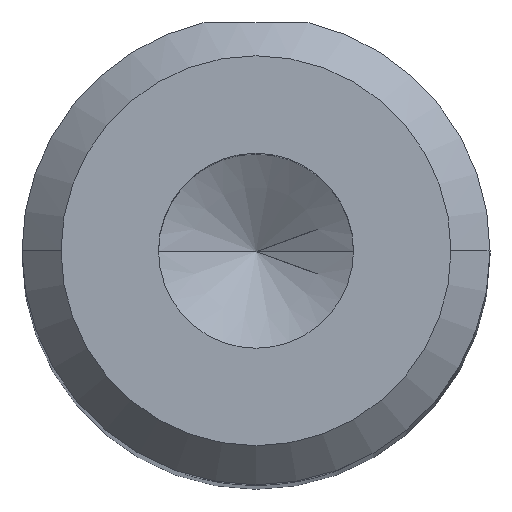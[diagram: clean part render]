
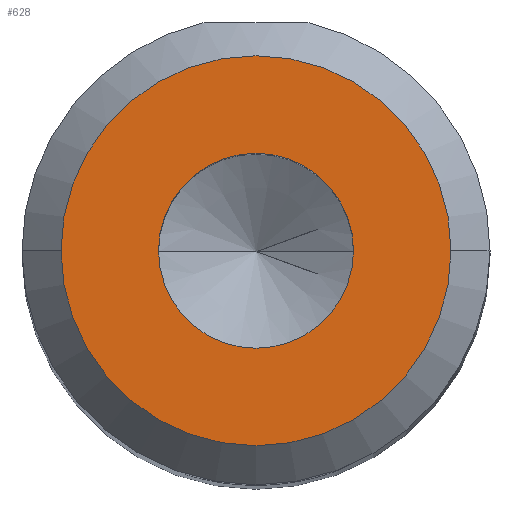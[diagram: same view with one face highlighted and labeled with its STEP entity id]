
A CAD part, top view. The second image highlights one B-rep face of the part: STEP entity #628.
In plain terms, the highlighted planar face has unit normal (0, 0, 1).
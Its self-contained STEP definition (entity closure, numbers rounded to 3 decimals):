
#3 = ORIENTED_EDGE ( 'NONE', *, *, #822, .F. ) ;
#10 = CARTESIAN_POINT ( 'NONE',  ( 0., 0., 35. ) ) ;
#16 = CIRCLE ( 'NONE', #1241, 2.5 ) ;
#41 = AXIS2_PLACEMENT_3D ( 'NONE', #978, #401, #1076 ) ;
#48 = VERTEX_POINT ( 'NONE', #917 ) ;
#60 = ORIENTED_EDGE ( 'NONE', *, *, #1068, .F. ) ;
#64 = EDGE_LOOP ( 'NONE', ( #226, #622 ) ) ;
#107 = DIRECTION ( 'NONE',  ( 1., 0., 0. ) ) ;
#118 = AXIS2_PLACEMENT_3D ( 'NONE', #1077, #494, #1185 ) ;
#162 = AXIS2_PLACEMENT_3D ( 'NONE', #875, #930, #950 ) ;
#166 = VERTEX_POINT ( 'NONE', #461 ) ;
#213 = CIRCLE ( 'NONE', #367, 2.5 ) ;
#226 = ORIENTED_EDGE ( 'NONE', *, *, #1053, .T. ) ;
#258 = EDGE_LOOP ( 'NONE', ( #60, #3 ) ) ;
#289 = CARTESIAN_POINT ( 'NONE',  ( 0., 0., 35. ) ) ;
#337 = CIRCLE ( 'NONE', #118, 5. ) ;
#367 = AXIS2_PLACEMENT_3D ( 'NONE', #10, #685, #107 ) ;
#392 = DIRECTION ( 'NONE',  ( 1., 0., 0. ) ) ;
#401 = DIRECTION ( 'NONE',  ( 0., 0., 1. ) ) ;
#461 = CARTESIAN_POINT ( 'NONE',  ( 2.5, 0., 35. ) ) ;
#472 = CIRCLE ( 'NONE', #41, 5. ) ;
#488 = FACE_OUTER_BOUND ( 'NONE', #64, .T. ) ;
#494 = DIRECTION ( 'NONE',  ( 0., 0., 1. ) ) ;
#622 = ORIENTED_EDGE ( 'NONE', *, *, #761, .T. ) ;
#628 = ADVANCED_FACE ( 'NONE', ( #488, #714 ), #928, .T. ) ;
#685 = DIRECTION ( 'NONE',  ( 0., 0., 1. ) ) ;
#714 = FACE_BOUND ( 'NONE', #258, .T. ) ;
#761 = EDGE_CURVE ( 'NONE', #840, #48, #337, .T. ) ;
#822 = EDGE_CURVE ( 'NONE', #1216, #166, #16, .T. ) ;
#840 = VERTEX_POINT ( 'NONE', #872 ) ;
#872 = CARTESIAN_POINT ( 'NONE',  ( 5., 0., 35. ) ) ;
#875 = CARTESIAN_POINT ( 'NONE',  ( 0., 0., 35. ) ) ;
#917 = CARTESIAN_POINT ( 'NONE',  ( -5., 0., 35. ) ) ;
#928 = PLANE ( 'NONE',  #162 ) ;
#930 = DIRECTION ( 'NONE',  ( 0., 0., 1. ) ) ;
#950 = DIRECTION ( 'NONE',  ( 1., 0., 0. ) ) ;
#968 = DIRECTION ( 'NONE',  ( 0., 0., 1. ) ) ;
#978 = CARTESIAN_POINT ( 'NONE',  ( 0., 0., 35. ) ) ;
#1053 = EDGE_CURVE ( 'NONE', #48, #840, #472, .T. ) ;
#1068 = EDGE_CURVE ( 'NONE', #166, #1216, #213, .T. ) ;
#1076 = DIRECTION ( 'NONE',  ( 1., 0., 0. ) ) ;
#1077 = CARTESIAN_POINT ( 'NONE',  ( 0., 0., 35. ) ) ;
#1185 = DIRECTION ( 'NONE',  ( 1., 0., 0. ) ) ;
#1214 = CARTESIAN_POINT ( 'NONE',  ( -2.5, 0., 35. ) ) ;
#1216 = VERTEX_POINT ( 'NONE', #1214 ) ;
#1241 = AXIS2_PLACEMENT_3D ( 'NONE', #289, #968, #392 ) ;
